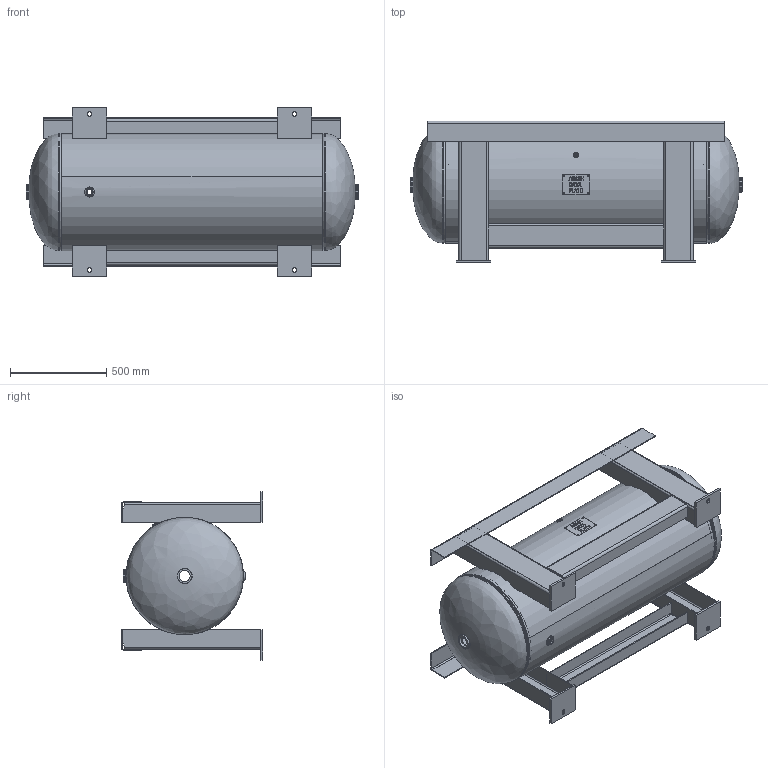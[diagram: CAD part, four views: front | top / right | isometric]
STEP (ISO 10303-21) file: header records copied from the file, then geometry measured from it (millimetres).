
FILE_DESCRIPTION(/* description */ ('24 X 67 200# HORZ ASME CATALOG 120 GAL PEDESTAL LESS TPLT'),/* implementation_level */ '2;1');
FILE_NAME(/* name */ 'SPVG_A10126.stp',/* time_stamp */ '2018-11-06T15:38:25-06:00',/* author */ ('kim.thoune'),/* organization */ (''),/* preprocessor_version */ 'ST-DEVELOPER v16.5',/* originating_system */ 'Autodesk Inventor 2017',/* authorisation */ '');
FILE_SCHEMA (('AUTOMOTIVE_DESIGN { 1 0 10303 214 3 1 1 }'));
Length unit declared in the file: inch
Products named in the file (16): A10126; A10126-1; A10126-2; H24149J; A10126-3; H24149J_1; F102000; F100250; F101501; F100750; 60-140; 64-053; S100123; S100279; S100276; S100278
Assembly tree (26 placements, depth 3):
  A10126
    A10126-1
    A10126-2
      H24149J
    A10126-3
      H24149J_1
    F102000  x2
    F100250
    F101501  x3
    F100750
    60-140
      64-053
    S100123  x4
    S100279  x4
    S100276  x2
    S100278  x2
Bounding box: 1728.77 x 736.61 x 876.3 mm (x, y, z)
Volume: 26712008.6 mm3; surface area: 11555936.7 mm2
Topology: 23 solids, 23 shells, 514 faces, 1212 edges, 767 vertices
Faces by surface type: plane 338, cylinder 84, bspline 44, torus 34, cone 14
Full cylindrical faces by diameter (mm): 6.35 x4, 11.455 x1, 26.987 x1, 36.512 x1, 36.909 x1, 44.856 x3, 52.387 x1, 56.667 x2, 57.547 x3, 60.325 x3, 68.263 x5, 79.383 x2, 595.173 x2, 602.031 x2, 602.742 x3, 609.6 x2, 612.242 x1
Entity records: 10997 total; most frequent: CARTESIAN_POINT 3102, ORIENTED_EDGE 1474, DIRECTION 1444, EDGE_CURVE 737, LINE 540, VECTOR 540, VERTEX_POINT 506, AXIS2_PLACEMENT_3D 452
